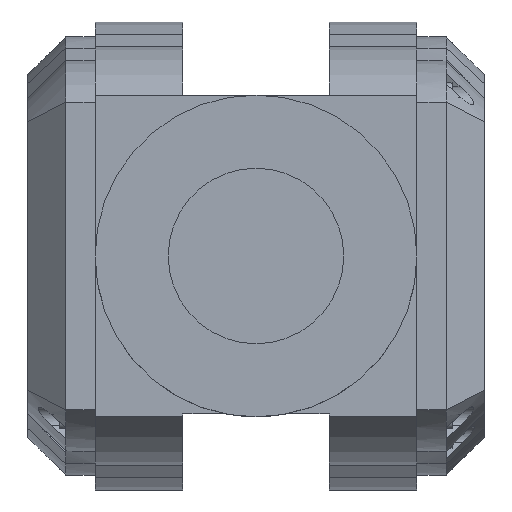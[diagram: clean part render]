
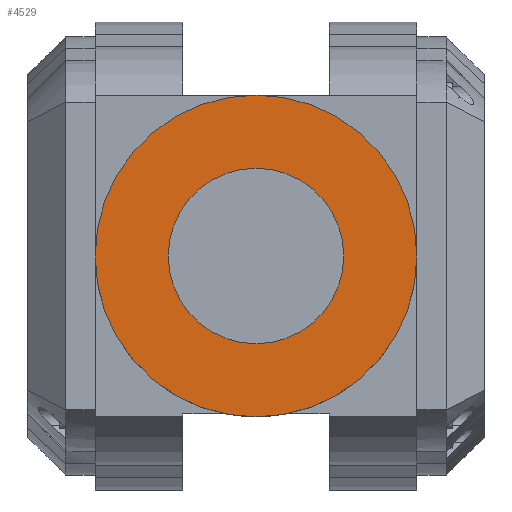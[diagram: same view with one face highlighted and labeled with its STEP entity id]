
A CAD part, front view. The second image highlights one B-rep face of the part: STEP entity #4529.
In plain terms, the highlighted planar face has unit normal (0, -1, 0).
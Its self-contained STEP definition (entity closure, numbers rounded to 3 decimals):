
#217=FACE_BOUND('',#1058,.T.);
#389=PLANE('',#5130);
#691=FACE_OUTER_BOUND('',#1057,.T.);
#1057=EDGE_LOOP('',(#4112));
#1058=EDGE_LOOP('',(#4113));
#1530=CIRCLE('',#4555,15.);
#1808=CIRCLE('',#5129,27.5);
#1814=VERTEX_POINT('',#6562);
#2208=VERTEX_POINT('',#8767);
#2217=EDGE_CURVE('',#1814,#1814,#1530,.T.);
#2843=EDGE_CURVE('',#2208,#2208,#1808,.T.);
#4112=ORIENTED_EDGE('',*,*,#2843,.F.);
#4113=ORIENTED_EDGE('',*,*,#2217,.T.);
#4529=ADVANCED_FACE('',(#691,#217),#389,.F.);
#4555=AXIS2_PLACEMENT_3D('',#6564,#5159,#5160);
#5129=AXIS2_PLACEMENT_3D('',#8769,#6537,#6538);
#5130=AXIS2_PLACEMENT_3D('',#8770,#6539,#6540);
#5159=DIRECTION('center_axis',(0.,1.,0.));
#5160=DIRECTION('ref_axis',(1.,0.,0.));
#6537=DIRECTION('center_axis',(0.,1.,0.));
#6538=DIRECTION('ref_axis',(1.,0.,0.));
#6539=DIRECTION('center_axis',(0.,1.,0.));
#6540=DIRECTION('ref_axis',(1.,0.,0.));
#6562=CARTESIAN_POINT('',(-15.,0.,0.));
#6564=CARTESIAN_POINT('Origin',(0.,0.,0.));
#8767=CARTESIAN_POINT('',(-27.5,0.,0.));
#8769=CARTESIAN_POINT('Origin',(0.,0.,0.));
#8770=CARTESIAN_POINT('Origin',(0.,0.,0.));
